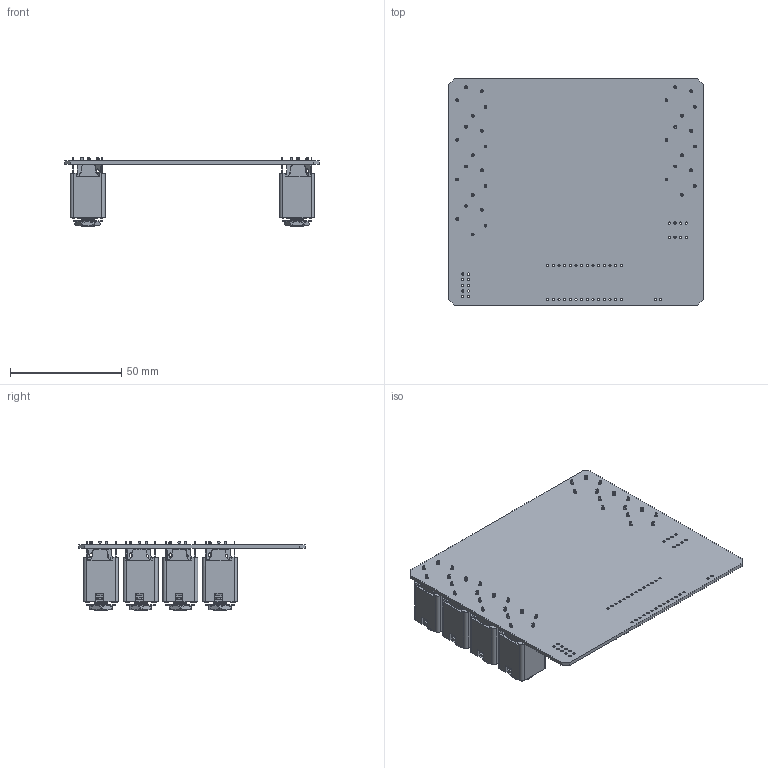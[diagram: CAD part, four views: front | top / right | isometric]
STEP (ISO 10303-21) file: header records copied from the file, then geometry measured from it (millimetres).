
FILE_DESCRIPTION(('KiCad electronic assembly'),'2;1');
FILE_NAME('Mainboard.step','2019-09-28T15:23:11',('An Author'),( 'A Company'),'Open CASCADE STEP processor 6.9', 'KiCad to STEP converter','Unknown');
FILE_SCHEMA(('AUTOMOTIVE_DESIGN { 1 0 10303 214 1 1 1 1 }'));
Length unit declared in the file: millimetre
Products named in the file (4): Open CASCADE STEP translator 6.9 1; ACJS-MV35-5; COMPOUND
Assembly tree (9 placements, depth 3):
  Open CASCADE STEP translator 6.9 1
    ACJS-MV35-5  x7
      COMPOUND
    COMPOUND
Bounding box: 114.3 x 101.6 x 31.4 mm (x, y, z)
Volume: 18430.3 mm3; surface area: 58546.3 mm2
Topology: 1 solids, 162 shells, 2081 faces, 9849 edges, 7665 vertices
Faces by surface type: plane 1536, cylinder 433, sphere 56, cone 35, bspline 21
Full cylindrical faces by diameter (mm): 0.965 x28, 1.016 x20, 1.27 x35, 1.9 x7, 2 x21, 3.6 x7, 4.1 x7, 13 x7
Entity records: 46991 total; most frequent: CARTESIAN_POINT 18122, DIRECTION 4639, LINE 3119, VECTOR 3119, ORIENTED_EDGE 2585, PCURVE 2585, DEFINITIONAL_REPRESENTATION 2585, EDGE_CURVE 1634
